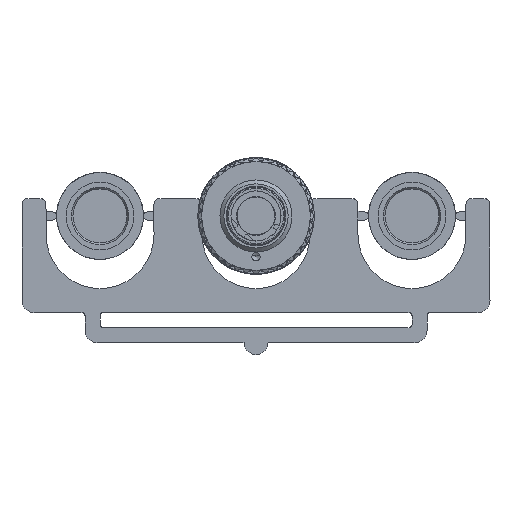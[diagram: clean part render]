
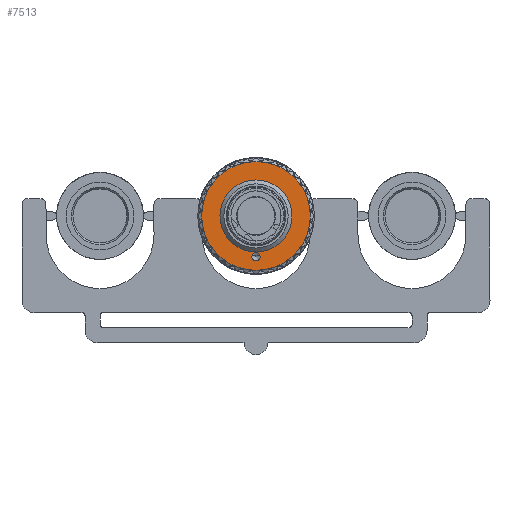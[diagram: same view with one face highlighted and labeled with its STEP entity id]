
A CAD part, front view. The second image highlights one B-rep face of the part: STEP entity #7513.
In plain terms, the highlighted planar face has unit normal (0, -1, 0).
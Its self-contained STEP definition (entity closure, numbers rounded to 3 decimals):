
#7513=ADVANCED_FACE('',(#8934,#8935,#8936),#8430,.T.);
#8430=PLANE('',#24546);
#8934=FACE_BOUND('',#9707,.T.);
#8935=FACE_BOUND('',#9708,.T.);
#8936=FACE_BOUND('',#9709,.T.);
#9707=EDGE_LOOP('',(#13027));
#9708=EDGE_LOOP('',(#13028));
#9709=EDGE_LOOP('',(#13029));
#13027=ORIENTED_EDGE('',*,*,#20410,.T.);
#13028=ORIENTED_EDGE('',*,*,#20411,.T.);
#13029=ORIENTED_EDGE('',*,*,#20409,.F.);
#17842=VERTEX_POINT('',#38649);
#17843=VERTEX_POINT('',#38652);
#17844=VERTEX_POINT('',#38654);
#20409=EDGE_CURVE('',#17842,#17842,#22978,.T.);
#20410=EDGE_CURVE('',#17843,#17843,#22979,.T.);
#20411=EDGE_CURVE('',#17844,#17844,#22980,.T.);
#22978=CIRCLE('',#24542,9.057);
#22979=CIRCLE('',#24544,0.7);
#22980=CIRCLE('',#24545,5.35);
#24542=AXIS2_PLACEMENT_3D('',#38648,#27793,#27794);
#24544=AXIS2_PLACEMENT_3D('',#38651,#27797,#27798);
#24545=AXIS2_PLACEMENT_3D('',#38653,#27799,#27800);
#24546=AXIS2_PLACEMENT_3D('',#38655,#27801,#27802);
#27793=DIRECTION('',(0.,1.,0.));
#27794=DIRECTION('',(-1.,0.,0.));
#27797=DIRECTION('',(0.,1.,0.));
#27798=DIRECTION('',(0.,0.,-1.));
#27799=DIRECTION('',(0.,1.,0.));
#27800=DIRECTION('',(-1.,0.,0.));
#27801=DIRECTION('',(0.,-1.,0.));
#27802=DIRECTION('',(-1.,0.,0.));
#38648=CARTESIAN_POINT('',(0.,34.1,0.));
#38649=CARTESIAN_POINT('',(-9.057,34.1,0.));
#38651=CARTESIAN_POINT('',(0.,34.1,-6.8));
#38652=CARTESIAN_POINT('',(0.,34.1,-7.5));
#38653=CARTESIAN_POINT('',(0.,34.1,0.));
#38654=CARTESIAN_POINT('',(-5.35,34.1,0.));
#38655=CARTESIAN_POINT('',(9.963,34.1,9.963));
